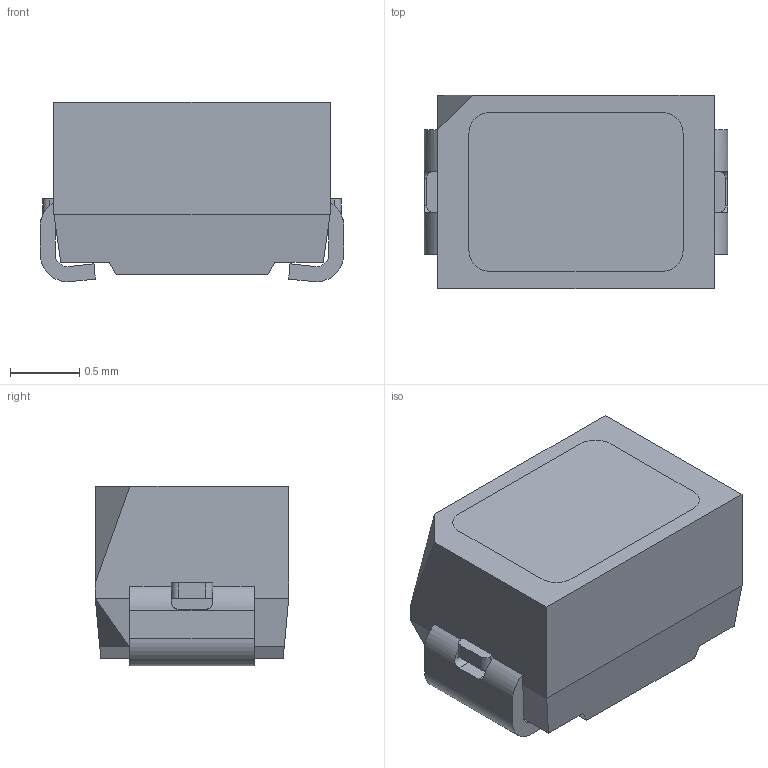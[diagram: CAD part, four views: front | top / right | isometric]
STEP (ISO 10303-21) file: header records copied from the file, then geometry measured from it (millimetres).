
FILE_DESCRIPTION (( 'STEP AP214' ), '1' );
FILE_NAME ('SE-KSE019384C NHSx046x 3D Data.STEP', '2019-02-07T02:24:40', ( 'NICHIA' ), ( 'Microsoft' ), 'SwSTEP 2.0', 'SolidWorks 2014', '' );
FILE_SCHEMA (( 'AUTOMOTIVE_DESIGN' ));
Length unit declared in the file: inch
Products named in the file (3): Part1_1; SE-KSE019384C  NHSx046x 3D Data; Part2
Assembly tree (2 placements, depth 2):
  SE-KSE019384C  NHSx046x 3D Data
    Part1_1
    Part2
Bounding box: 2.2 x 1.4 x 1.3 mm (x, y, z)
Volume: 3.5 mm3; surface area: 20.5 mm2
Topology: 2 solids, 2 shells, 81 faces, 219 edges, 143 vertices
Faces by surface type: plane 59, cylinder 22
Entity records: 3758 total; most frequent: CARTESIAN_POINT 508, ORIENTED_EDGE 438, DIRECTION 435, EDGE_CURVE 219, LINE 167, VECTOR 167, VERTEX_POINT 143, AXIS2_PLACEMENT_3D 134
